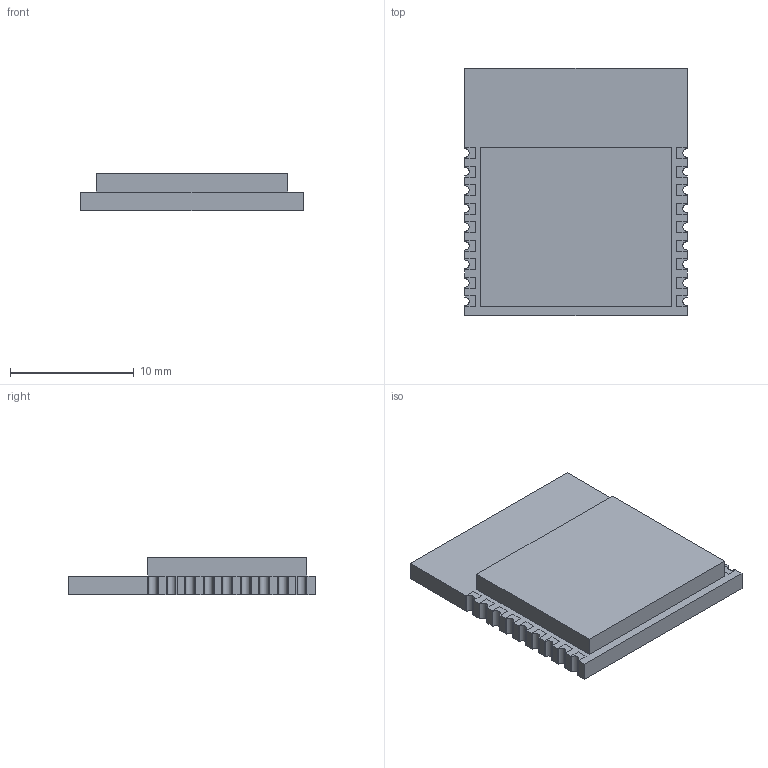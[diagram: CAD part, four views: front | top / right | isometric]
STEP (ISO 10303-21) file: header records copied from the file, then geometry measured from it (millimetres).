
FILE_DESCRIPTION(/* description */ (''),/* implementation_level */ '2;1');
FILE_NAME(/* name */ 'PCBM_ESP-WROOM-02.stp',/* time_stamp */ '2016-03-10T13:16:43+01:00',/* author */ ('riccim'),/* organization */ (''),/* preprocessor_version */ 'ST-DEVELOPER v15.5',/* originating_system */ 'AutoCAD Mechanical',/* authorisation */ ' ');
FILE_SCHEMA (('AUTOMOTIVE_DESIGN { 1 0 10303 214 3 1 1 }'));
Length unit declared in the file: millimetre
Products named in the file (1): Product
Bounding box: 18 x 20 x 3 mm (x, y, z)
Volume: 834.7 mm3; surface area: 1503.8 mm2
Topology: 21 solids, 21 shells, 239 faces, 588 edges, 392 vertices
Faces by surface type: plane 221, cylinder 18
Entity records: 6957 total; most frequent: CARTESIAN_POINT 1220, ORIENTED_EDGE 1176, DIRECTION 1104, EDGE_CURVE 588, LINE 552, VECTOR 552, VERTEX_POINT 392, AXIS2_PLACEMENT_3D 276
